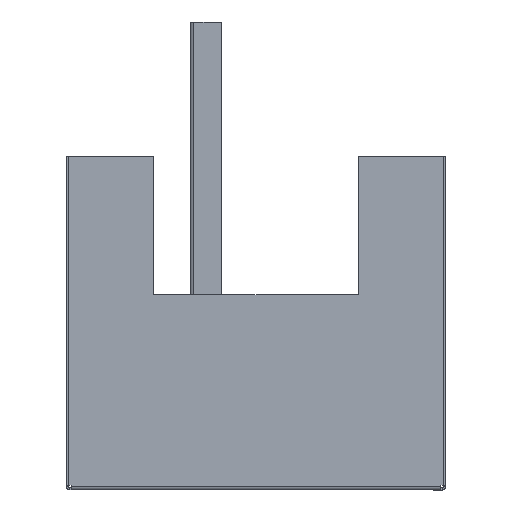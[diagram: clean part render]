
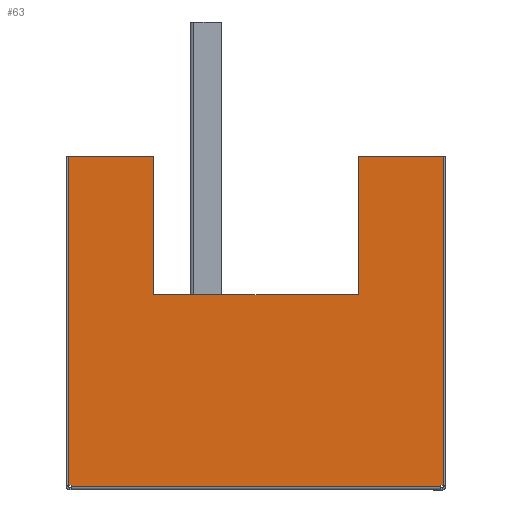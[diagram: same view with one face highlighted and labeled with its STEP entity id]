
A CAD part, left-side view. The second image highlights one B-rep face of the part: STEP entity #63.
In plain terms, the highlighted face is planar.
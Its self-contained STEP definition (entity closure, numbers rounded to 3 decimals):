
#32 = CARTESIAN_POINT ( 'NONE',  ( -147., 0., -60. ) ) ;
#50 = ORIENTED_EDGE ( 'NONE', *, *, #161, .F. ) ;
#63 = ADVANCED_FACE ( 'NONE', ( #1948 ), #2043, .F. ) ;
#73 = CARTESIAN_POINT ( 'NONE',  ( -147., 0., -60. ) ) ;
#75 = DIRECTION ( 'NONE',  ( 0., -1., 0. ) ) ;
#89 = CARTESIAN_POINT ( 'NONE',  ( -222., 0., -97.429 ) ) ;
#98 = ORIENTED_EDGE ( 'NONE', *, *, #656, .F. ) ;
#99 = ORIENTED_EDGE ( 'NONE', *, *, #382, .F. ) ;
#114 = LINE ( 'NONE', #73, #444 ) ;
#119 = DIRECTION ( 'NONE',  ( 0., 0., -1. ) ) ;
#161 = EDGE_CURVE ( 'NONE', #1174, #1088, #1430, .T. ) ;
#214 = VECTOR ( 'NONE', #1667, 1000. ) ;
#219 = DIRECTION ( 'NONE',  ( 1., 0., 0. ) ) ;
#284 = VECTOR ( 'NONE', #628, 1000. ) ;
#285 = ORIENTED_EDGE ( 'NONE', *, *, #900, .F. ) ;
#298 = CARTESIAN_POINT ( 'NONE',  ( -2.1, 0., -97.429 ) ) ;
#311 = LINE ( 'NONE', #2085, #1158 ) ;
#312 = CARTESIAN_POINT ( 'NONE',  ( -2.1, 0., -96.4 ) ) ;
#331 = ORIENTED_EDGE ( 'NONE', *, *, #468, .T. ) ;
#374 = EDGE_CURVE ( 'NONE', #805, #1729, #114, .T. ) ;
#382 = EDGE_CURVE ( 'NONE', #1729, #1174, #1363, .T. ) ;
#418 = EDGE_CURVE ( 'NONE', #1548, #1596, #1243, .T. ) ;
#428 = EDGE_CURVE ( 'NONE', #1206, #617, #1591, .T. ) ;
#444 = VECTOR ( 'NONE', #1899, 1000. ) ;
#460 = ORIENTED_EDGE ( 'NONE', *, *, #418, .F. ) ;
#465 = DIRECTION ( 'NONE',  ( 1., 0., 0. ) ) ;
#468 = EDGE_CURVE ( 'NONE', #753, #1088, #1031, .T. ) ;
#523 = ORIENTED_EDGE ( 'NONE', *, *, #606, .T. ) ;
#525 = LINE ( 'NONE', #1723, #971 ) ;
#575 = CARTESIAN_POINT ( 'NONE',  ( -147., 0., 30. ) ) ;
#601 = CARTESIAN_POINT ( 'NONE',  ( -147., 0., -97.429 ) ) ;
#606 = EDGE_CURVE ( 'NONE', #1548, #866, #761, .T. ) ;
#616 = ORIENTED_EDGE ( 'NONE', *, *, #873, .F. ) ;
#617 = VERTEX_POINT ( 'NONE', #1179 ) ;
#628 = DIRECTION ( 'NONE',  ( -1., 0., 0. ) ) ;
#656 = EDGE_CURVE ( 'NONE', #753, #866, #1510, .T. ) ;
#672 = ORIENTED_EDGE ( 'NONE', *, *, #428, .T. ) ;
#687 = VECTOR ( 'NONE', #219, 1000. ) ;
#738 = LINE ( 'NONE', #1725, #687 ) ;
#753 = VERTEX_POINT ( 'NONE', #312 ) ;
#761 = LINE ( 'NONE', #1013, #1163 ) ;
#805 = VERTEX_POINT ( 'NONE', #1345 ) ;
#837 = DIRECTION ( 'NONE',  ( 0., 0., -1. ) ) ;
#845 = VECTOR ( 'NONE', #1240, 1000. ) ;
#866 = VERTEX_POINT ( 'NONE', #889 ) ;
#873 = EDGE_CURVE ( 'NONE', #1439, #932, #738, .T. ) ;
#889 = CARTESIAN_POINT ( 'NONE',  ( -1.6, 0., -96.4 ) ) ;
#900 = EDGE_CURVE ( 'NONE', #1206, #1439, #525, .T. ) ;
#932 = VERTEX_POINT ( 'NONE', #2038 ) ;
#953 = EDGE_CURVE ( 'NONE', #617, #1596, #311, .T. ) ;
#959 = CARTESIAN_POINT ( 'NONE',  ( -2.1, 0., 68.5 ) ) ;
#971 = VECTOR ( 'NONE', #2028, 1000. ) ;
#989 = CARTESIAN_POINT ( 'NONE',  ( -1.6, 0., 66.4 ) ) ;
#1013 = CARTESIAN_POINT ( 'NONE',  ( -1.6, 0., 66.4 ) ) ;
#1026 = EDGE_CURVE ( 'NONE', #932, #805, #1569, .T. ) ;
#1031 = LINE ( 'NONE', #959, #1538 ) ;
#1037 = ORIENTED_EDGE ( 'NONE', *, *, #953, .T. ) ;
#1078 = CARTESIAN_POINT ( 'NONE',  ( 0., 0., 68.5 ) ) ;
#1088 = VERTEX_POINT ( 'NONE', #298 ) ;
#1092 = DIRECTION ( 'NONE',  ( 1., 0., 0. ) ) ;
#1123 = VECTOR ( 'NONE', #1482, 1000. ) ;
#1158 = VECTOR ( 'NONE', #119, 1000. ) ;
#1163 = VECTOR ( 'NONE', #837, 1000. ) ;
#1174 = VERTEX_POINT ( 'NONE', #601 ) ;
#1179 = CARTESIAN_POINT ( 'NONE',  ( -2.1, 0., 67.429 ) ) ;
#1206 = VERTEX_POINT ( 'NONE', #1773 ) ;
#1240 = DIRECTION ( 'NONE',  ( 0., 0., -1. ) ) ;
#1243 = LINE ( 'NONE', #1799, #284 ) ;
#1244 = DIRECTION ( 'NONE',  ( 1., 0., 0. ) ) ;
#1250 = EDGE_LOOP ( 'NONE', ( #460, #523, #98, #331, #50, #99, #1524, #1898, #616, #285, #672, #1037 ) ) ;
#1327 = VECTOR ( 'NONE', #1092, 1000. ) ;
#1345 = CARTESIAN_POINT ( 'NONE',  ( -86., 0., -60. ) ) ;
#1363 = LINE ( 'NONE', #1419, #845 ) ;
#1419 = CARTESIAN_POINT ( 'NONE',  ( -147., 0., 68.5 ) ) ;
#1430 = LINE ( 'NONE', #89, #1327 ) ;
#1439 = VERTEX_POINT ( 'NONE', #575 ) ;
#1452 = VECTOR ( 'NONE', #465, 1000. ) ;
#1455 = AXIS2_PLACEMENT_3D ( 'NONE', #1078, #75, #1244 ) ;
#1482 = DIRECTION ( 'NONE',  ( 1., 0., 0. ) ) ;
#1499 = CARTESIAN_POINT ( 'NONE',  ( -86., 0., -60. ) ) ;
#1510 = LINE ( 'NONE', #1810, #1452 ) ;
#1524 = ORIENTED_EDGE ( 'NONE', *, *, #374, .F. ) ;
#1538 = VECTOR ( 'NONE', #2093, 1000. ) ;
#1548 = VERTEX_POINT ( 'NONE', #989 ) ;
#1569 = LINE ( 'NONE', #1499, #214 ) ;
#1591 = LINE ( 'NONE', #2102, #1123 ) ;
#1596 = VERTEX_POINT ( 'NONE', #1990 ) ;
#1667 = DIRECTION ( 'NONE',  ( 0., 0., -1. ) ) ;
#1723 = CARTESIAN_POINT ( 'NONE',  ( -147., 0., 68.5 ) ) ;
#1725 = CARTESIAN_POINT ( 'NONE',  ( -147., 0., 30. ) ) ;
#1729 = VERTEX_POINT ( 'NONE', #32 ) ;
#1773 = CARTESIAN_POINT ( 'NONE',  ( -147., 0., 67.429 ) ) ;
#1799 = CARTESIAN_POINT ( 'NONE',  ( 0., 0., 66.4 ) ) ;
#1810 = CARTESIAN_POINT ( 'NONE',  ( 0., 0., -96.4 ) ) ;
#1898 = ORIENTED_EDGE ( 'NONE', *, *, #1026, .F. ) ;
#1899 = DIRECTION ( 'NONE',  ( -1., 0., 0. ) ) ;
#1948 = FACE_OUTER_BOUND ( 'NONE', #1250, .T. ) ;
#1990 = CARTESIAN_POINT ( 'NONE',  ( -2.1, 0., 66.4 ) ) ;
#2028 = DIRECTION ( 'NONE',  ( 0., 0., -1. ) ) ;
#2038 = CARTESIAN_POINT ( 'NONE',  ( -86., 0., 30. ) ) ;
#2043 = PLANE ( 'NONE',  #1455 ) ;
#2085 = CARTESIAN_POINT ( 'NONE',  ( -2.1, 0., 68.5 ) ) ;
#2093 = DIRECTION ( 'NONE',  ( 0., 0., -1. ) ) ;
#2102 = CARTESIAN_POINT ( 'NONE',  ( -222., 0., 67.429 ) ) ;
